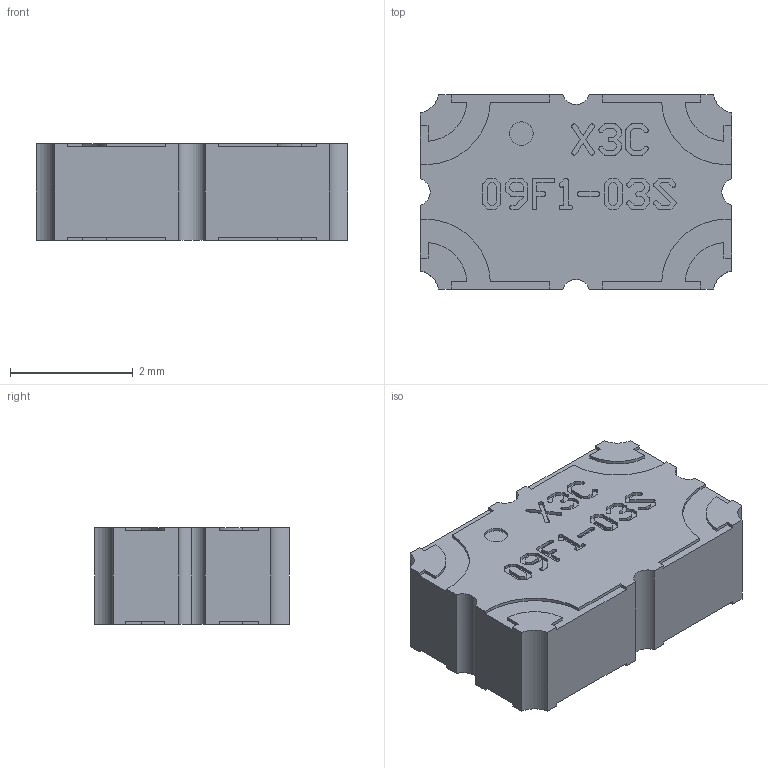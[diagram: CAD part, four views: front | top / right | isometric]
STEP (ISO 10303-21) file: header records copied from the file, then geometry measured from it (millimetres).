
FILE_DESCRIPTION (( 'STEP AP214' ), '1' );
FILE_NAME ('X3C09F1-03S Model.STEP', '2024-05-13T15:35:27', ( '' ), ( '' ), 'SwSTEP 2.0', 'SolidWorks 2023', '' );
FILE_SCHEMA (( 'AUTOMOTIVE_DESIGN' ));
Length unit declared in the file: inch
Products named in the file (1): X3C09F1-03S Model
Bounding box: 5.08 x 3.17 x 1.57 mm (x, y, z)
Volume: 24.3 mm3; surface area: 59.7 mm2
Topology: 1 solids, 1 shells, 409 faces, 1173 edges, 782 vertices
Faces by surface type: plane 281, cylinder 128
Entity records: 13370 total; most frequent: CARTESIAN_POINT 2365, ORIENTED_EDGE 2346, DIRECTION 2249, EDGE_CURVE 1173, VECTOR 917, LINE 917, VERTEX_POINT 782, AXIS2_PLACEMENT_3D 666
